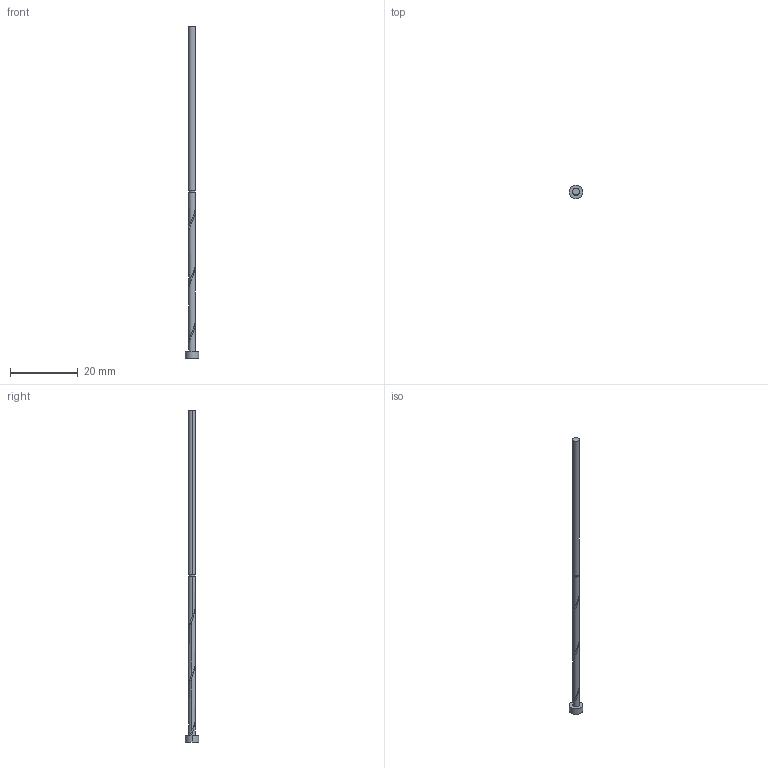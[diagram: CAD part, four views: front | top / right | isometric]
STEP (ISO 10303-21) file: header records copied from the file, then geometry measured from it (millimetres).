
FILE_DESCRIPTION (( 'STEP AP203' ), '1' );
FILE_NAME ('71ed.STEP', '2026-03-10T12:47:30', ( '' ), ( '' ), 'SwSTEP 2.0', 'SolidWorks 2019', '' );
FILE_SCHEMA (( 'CONFIG_CONTROL_DESIGN' ));
Length unit declared in the file: millimetre
Products named in the file (1): 71ed
Bounding box: 4 x 4 x 98 mm (x, y, z)
Volume: 323.3 mm3; surface area: 666.9 mm2
Topology: 1 solids, 1 shells, 22 faces, 57 edges, 37 vertices
Faces by surface type: cylinder 15, plane 5, bspline 2
Entity records: 1802 total; most frequent: CARTESIAN_POINT 1235, ORIENTED_EDGE 112, DIRECTION 98, EDGE_CURVE 56, AXIS2_PLACEMENT_3D 42, VERTEX_POINT 37, EDGE_LOOP 25, FACE_OUTER_BOUND 22
